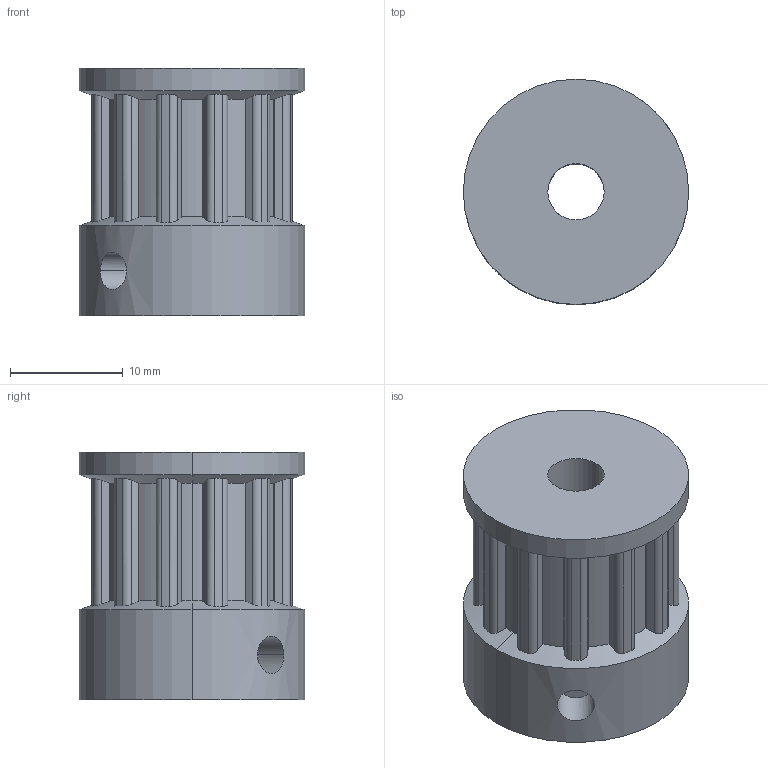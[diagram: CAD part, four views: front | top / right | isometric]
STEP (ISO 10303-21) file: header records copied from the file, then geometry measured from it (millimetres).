
FILE_DESCRIPTION (( 'STEP AP214' ), '1' );
FILE_NAME ('12_tooth_T5.STEP', '2011-08-26T00:06:21', ( '' ), ( '' ), 'SwSTEP 2.0', 'SolidWorks 2011', '' );
FILE_SCHEMA (( 'AUTOMOTIVE_DESIGN' ));
Length unit declared in the file: millimetre
Products named in the file (1): 12_tooth_T5
Bounding box: 20 x 20 x 22 mm (x, y, z)
Volume: 5076.6 mm3; surface area: 2850.9 mm2
Topology: 1 solids, 1 shells, 135 faces, 387 edges, 256 vertices
Faces by surface type: cylinder 69, plane 62, cone 4
Entity records: 4819 total; most frequent: CARTESIAN_POINT 1391, ORIENTED_EDGE 774, DIRECTION 615, EDGE_CURVE 387, VERTEX_POINT 256, AXIS2_PLACEMENT_3D 208, VECTOR 199, LINE 199
